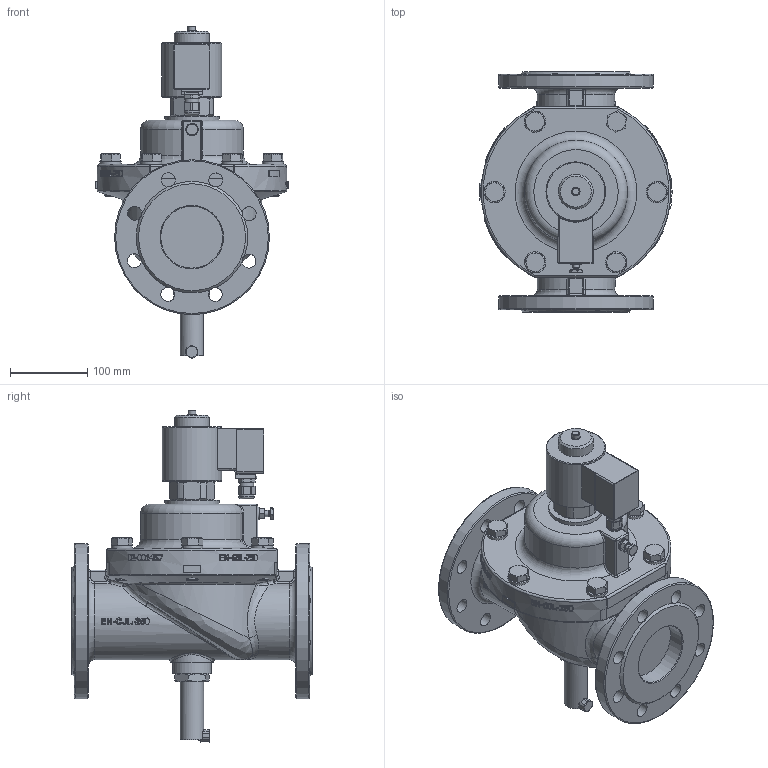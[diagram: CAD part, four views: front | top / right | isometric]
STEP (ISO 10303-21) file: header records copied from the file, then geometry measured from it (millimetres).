
FILE_DESCRIPTION(/* description */ ('3D-Modell'),/* implementation_level */ '2;1');
FILE_NAME(/* name */ '024.002325_D2408-0401-.242-E8.stp',/* time_stamp */ '2021-03-25T14:06:01+01:00',/* author */ ('LBirkmann'),/* organization */ (''),/* preprocessor_version */ 'ST-DEVELOPER v16.1',/* originating_system */ 'Autodesk Inventor 2016',/* authorisation */ '');
FILE_SCHEMA (('AUTOMOTIVE_DESIGN { 1 0 10303 214 3 1 1 }'));
Products named in the file (1): 88-005053
Bounding box: 248 x 310 x 428.69 mm (x, y, z)
Volume: 7212568.4 mm3; surface area: 422197.5 mm2
Topology: 2 solids, 2 shells, 1192 faces, 3045 edges, 1935 vertices
Faces by surface type: plane 474, bspline 330, cylinder 244, cone 88, torus 44, sphere 12
Full cylindrical faces by diameter (mm): 6.4 x1, 8 x1, 10 x1, 11 x1, 14.917 x6, 16 x1, 18 x17, 20 x1, 22 x6, 30 x1, 45 x1, 50 x1, 70 x1, 77 x1, 80 x2, 200 x2
Entity records: 73093 total; most frequent: CARTESIAN_POINT 47201, ORIENTED_EDGE 5874, DIRECTION 4418, EDGE_CURVE 2937, VERTEX_POINT 1906, AXIS2_PLACEMENT_3D 1633, EDGE_LOOP 1389, FACE_OUTER_BOUND 1191
